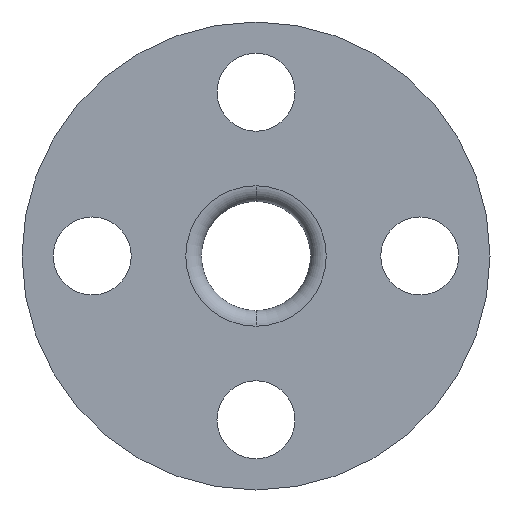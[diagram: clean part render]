
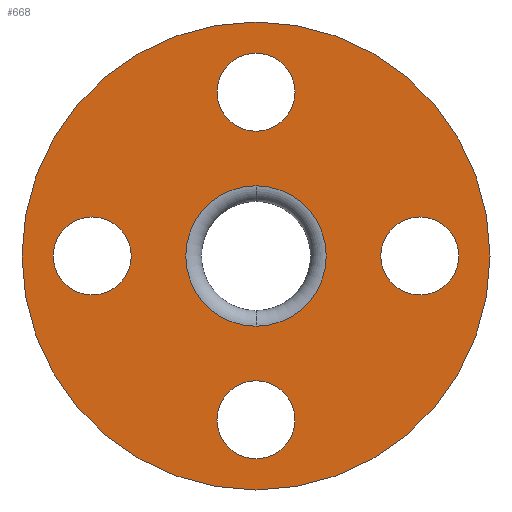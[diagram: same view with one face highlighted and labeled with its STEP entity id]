
A CAD part, left-side view. The second image highlights one B-rep face of the part: STEP entity #668.
In plain terms, the highlighted planar face has unit normal (-1, 0, 0).
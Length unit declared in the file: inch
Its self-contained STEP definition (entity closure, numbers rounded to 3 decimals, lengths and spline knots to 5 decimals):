
#7 = DIRECTION ( 'NONE',  ( 0., 0., -1. ) ) ;
#6 = PLANE ( 'NONE',  #728 ) ;
#9 = DIRECTION ( 'NONE',  ( -1., 0., 0. ) ) ;
#11 = DIRECTION ( 'NONE',  ( 0., 0., 1. ) ) ;
#14 = CARTESIAN_POINT ( 'NONE',  ( 0.98736, 0., 1. ) ) ;
#21 = CARTESIAN_POINT ( 'NONE',  ( 0.98736, -1.3125, 0.3125 ) ) ;
#23 = CIRCLE ( 'NONE', #106, 0.3125 ) ;
#27 = EDGE_LOOP ( 'NONE', ( #44, #595 ) ) ;
#31 = ORIENTED_EDGE ( 'NONE', *, *, #152, .T. ) ;
#32 = DIRECTION ( 'NONE',  ( 0., 0., 1. ) ) ;
#38 = AXIS2_PLACEMENT_3D ( 'NONE', #298, #518, #637 ) ;
#42 = EDGE_CURVE ( 'NONE', #491, #79, #23, .T. ) ;
#44 = ORIENTED_EDGE ( 'NONE', *, *, #610, .F. ) ;
#56 = DIRECTION ( 'NONE',  ( 0., -1., 0. ) ) ;
#57 = CIRCLE ( 'NONE', #669, 0.5625 ) ;
#58 = AXIS2_PLACEMENT_3D ( 'NONE', #114, #348, #108 ) ;
#67 = EDGE_CURVE ( 'NONE', #428, #375, #57, .T. ) ;
#68 = CARTESIAN_POINT ( 'NONE',  ( 0.98736, 0., 0. ) ) ;
#71 = CARTESIAN_POINT ( 'NONE',  ( 0.98736, 0., -1.625 ) ) ;
#73 = CARTESIAN_POINT ( 'NONE',  ( 0.98736, 0., 0. ) ) ;
#74 = ORIENTED_EDGE ( 'NONE', *, *, #547, .F. ) ;
#79 = VERTEX_POINT ( 'NONE', #21 ) ;
#81 = DIRECTION ( 'NONE',  ( 0., 0., 1. ) ) ;
#91 = ORIENTED_EDGE ( 'NONE', *, *, #504, .T. ) ;
#94 = EDGE_CURVE ( 'NONE', #632, #216, #615, .T. ) ;
#96 = DIRECTION ( 'NONE',  ( 1., 0., 0. ) ) ;
#97 = AXIS2_PLACEMENT_3D ( 'NONE', #393, #284, #56 ) ;
#106 = AXIS2_PLACEMENT_3D ( 'NONE', #197, #684, #7 ) ;
#108 = DIRECTION ( 'NONE',  ( 0., 0., 1. ) ) ;
#114 = CARTESIAN_POINT ( 'NONE',  ( 0.98736, 0., 0. ) ) ;
#115 = ORIENTED_EDGE ( 'NONE', *, *, #42, .F. ) ;
#116 = AXIS2_PLACEMENT_3D ( 'NONE', #204, #9, #417 ) ;
#121 = FACE_BOUND ( 'NONE', #27, .T. ) ;
#148 = AXIS2_PLACEMENT_3D ( 'NONE', #451, #521, #11 ) ;
#152 = EDGE_CURVE ( 'NONE', #220, #360, #486, .T. ) ;
#154 = EDGE_LOOP ( 'NONE', ( #492, #635 ) ) ;
#161 = VERTEX_POINT ( 'NONE', #14 ) ;
#162 = EDGE_CURVE ( 'NONE', #696, #161, #716, .T. ) ;
#175 = CARTESIAN_POINT ( 'NONE',  ( 0.98736, -1.3125, -0.3125 ) ) ;
#181 = AXIS2_PLACEMENT_3D ( 'NONE', #582, #189, #410 ) ;
#182 = FACE_BOUND ( 'NONE', #453, .T. ) ;
#188 = EDGE_LOOP ( 'NONE', ( #707, #115 ) ) ;
#189 = DIRECTION ( 'NONE',  ( -1., 0., 0. ) ) ;
#194 = CARTESIAN_POINT ( 'NONE',  ( 0.98736, 1.3125, 0.3125 ) ) ;
#197 = CARTESIAN_POINT ( 'NONE',  ( 0.98736, -1.3125, 0. ) ) ;
#204 = CARTESIAN_POINT ( 'NONE',  ( 0.98736, -1.3125, 0. ) ) ;
#216 = VERTEX_POINT ( 'NONE', #194 ) ;
#220 = VERTEX_POINT ( 'NONE', #523 ) ;
#228 = EDGE_CURVE ( 'NONE', #79, #491, #561, .T. ) ;
#241 = CARTESIAN_POINT ( 'NONE',  ( 0.98736, 0., 0. ) ) ;
#244 = FACE_BOUND ( 'NONE', #188, .T. ) ;
#251 = CIRCLE ( 'NONE', #515, 0.5625 ) ;
#252 = VERTEX_POINT ( 'NONE', #71 ) ;
#275 = CARTESIAN_POINT ( 'NONE',  ( 0.98736, 0., 0. ) ) ;
#277 = CARTESIAN_POINT ( 'NONE',  ( 0.98736, 0., 0.5625 ) ) ;
#283 = EDGE_CURVE ( 'NONE', #375, #428, #251, .T. ) ;
#284 = DIRECTION ( 'NONE',  ( -1., 0., 0. ) ) ;
#287 = AXIS2_PLACEMENT_3D ( 'NONE', #73, #682, #638 ) ;
#288 = CIRCLE ( 'NONE', #97, 0.3125 ) ;
#293 = FACE_OUTER_BOUND ( 'NONE', #556, .T. ) ;
#296 = CIRCLE ( 'NONE', #708, 0.3125 ) ;
#298 = CARTESIAN_POINT ( 'NONE',  ( 0.98736, 1.3125, 0. ) ) ;
#301 = DIRECTION ( 'NONE',  ( -1., 0., 0. ) ) ;
#319 = CARTESIAN_POINT ( 'NONE',  ( 0.98736, 0., 1.625 ) ) ;
#348 = DIRECTION ( 'NONE',  ( -1., 0., 0. ) ) ;
#349 = FACE_BOUND ( 'NONE', #154, .T. ) ;
#360 = VERTEX_POINT ( 'NONE', #705 ) ;
#375 = VERTEX_POINT ( 'NONE', #277 ) ;
#383 = ORIENTED_EDGE ( 'NONE', *, *, #469, .F. ) ;
#393 = CARTESIAN_POINT ( 'NONE',  ( 0.98736, 0., 1.3125 ) ) ;
#396 = DIRECTION ( 'NONE',  ( -1., 0., 0. ) ) ;
#402 = FACE_BOUND ( 'NONE', #438, .T. ) ;
#405 = DIRECTION ( 'NONE',  ( 0., 0., 1. ) ) ;
#410 = DIRECTION ( 'NONE',  ( 0., -1., 0. ) ) ;
#417 = DIRECTION ( 'NONE',  ( 0., 0., -1. ) ) ;
#426 = VERTEX_POINT ( 'NONE', #433 ) ;
#428 = VERTEX_POINT ( 'NONE', #551 ) ;
#433 = CARTESIAN_POINT ( 'NONE',  ( 0.98736, 0., -1. ) ) ;
#438 = EDGE_LOOP ( 'NONE', ( #591, #383 ) ) ;
#440 = CIRCLE ( 'NONE', #148, 0.3125 ) ;
#448 = CIRCLE ( 'NONE', #58, 1.875 ) ;
#451 = CARTESIAN_POINT ( 'NONE',  ( 0.98736, 1.3125, 0. ) ) ;
#453 = EDGE_LOOP ( 'NONE', ( #594, #74 ) ) ;
#461 = DIRECTION ( 'NONE',  ( -1., 0., 0. ) ) ;
#469 = EDGE_CURVE ( 'NONE', #252, #426, #690, .T. ) ;
#486 = CIRCLE ( 'NONE', #287, 1.875 ) ;
#491 = VERTEX_POINT ( 'NONE', #175 ) ;
#492 = ORIENTED_EDGE ( 'NONE', *, *, #283, .T. ) ;
#499 = AXIS2_PLACEMENT_3D ( 'NONE', #675, #396, #609 ) ;
#504 = EDGE_CURVE ( 'NONE', #360, #220, #448, .T. ) ;
#510 = DIRECTION ( 'NONE',  ( 0., 1., 0. ) ) ;
#515 = AXIS2_PLACEMENT_3D ( 'NONE', #275, #96, #32 ) ;
#518 = DIRECTION ( 'NONE',  ( -1., 0., 0. ) ) ;
#517 = CARTESIAN_POINT ( 'NONE',  ( 0.98736, 1.3125, -0.3125 ) ) ;
#521 = DIRECTION ( 'NONE',  ( -1., 0., 0. ) ) ;
#523 = CARTESIAN_POINT ( 'NONE',  ( 0.98736, 0., -1.875 ) ) ;
#526 = DIRECTION ( 'NONE',  ( 1., 0., 0. ) ) ;
#547 = EDGE_CURVE ( 'NONE', #161, #696, #288, .T. ) ;
#551 = CARTESIAN_POINT ( 'NONE',  ( 0.98736, 0., -0.5625 ) ) ;
#556 = EDGE_LOOP ( 'NONE', ( #91, #31 ) ) ;
#561 = CIRCLE ( 'NONE', #116, 0.3125 ) ;
#565 = CARTESIAN_POINT ( 'NONE',  ( 0.98736, 0., -1.3125 ) ) ;
#582 = CARTESIAN_POINT ( 'NONE',  ( 0.98736, 0., 1.3125 ) ) ;
#591 = ORIENTED_EDGE ( 'NONE', *, *, #640, .F. ) ;
#594 = ORIENTED_EDGE ( 'NONE', *, *, #162, .F. ) ;
#595 = ORIENTED_EDGE ( 'NONE', *, *, #94, .F. ) ;
#609 = DIRECTION ( 'NONE',  ( 0., 1., 0. ) ) ;
#610 = EDGE_CURVE ( 'NONE', #216, #632, #440, .T. ) ;
#615 = CIRCLE ( 'NONE', #38, 0.3125 ) ;
#632 = VERTEX_POINT ( 'NONE', #517 ) ;
#635 = ORIENTED_EDGE ( 'NONE', *, *, #67, .T. ) ;
#637 = DIRECTION ( 'NONE',  ( 0., 0., 1. ) ) ;
#638 = DIRECTION ( 'NONE',  ( 0., 0., 1. ) ) ;
#640 = EDGE_CURVE ( 'NONE', #426, #252, #296, .T. ) ;
#668 = ADVANCED_FACE ( 'NONE', ( #182, #244, #402, #121, #349, #293 ), #6, .T. ) ;
#669 = AXIS2_PLACEMENT_3D ( 'NONE', #68, #526, #81 ) ;
#675 = CARTESIAN_POINT ( 'NONE',  ( 0.98736, 0., -1.3125 ) ) ;
#682 = DIRECTION ( 'NONE',  ( -1., 0., 0. ) ) ;
#684 = DIRECTION ( 'NONE',  ( -1., 0., 0. ) ) ;
#690 = CIRCLE ( 'NONE', #499, 0.3125 ) ;
#696 = VERTEX_POINT ( 'NONE', #319 ) ;
#705 = CARTESIAN_POINT ( 'NONE',  ( 0.98736, 0., 1.875 ) ) ;
#707 = ORIENTED_EDGE ( 'NONE', *, *, #228, .F. ) ;
#708 = AXIS2_PLACEMENT_3D ( 'NONE', #565, #301, #510 ) ;
#716 = CIRCLE ( 'NONE', #181, 0.3125 ) ;
#728 = AXIS2_PLACEMENT_3D ( 'NONE', #241, #461, #405 ) ;
